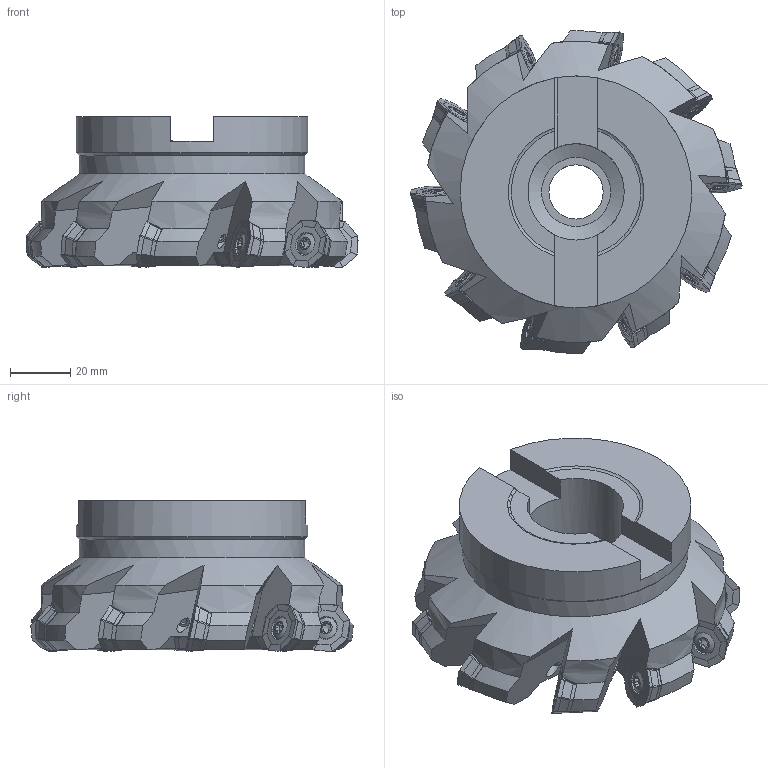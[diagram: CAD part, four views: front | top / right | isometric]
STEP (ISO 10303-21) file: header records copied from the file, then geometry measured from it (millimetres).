
FILE_DESCRIPTION(/* description */ (''),/* implementation_level */ '2;1');
FILE_NAME(/* name */ 'R220.43-0100-06-10SA_Detailed.stp',/* time_stamp */ '2024-07-04T11:26:14+06:00',/* author */ (''),/* organization */ (''),/* preprocessor_version */ 'ST-DEVELOPER v18.102',/* originating_system */ 'SIEMENS PLM Software NX2206.8101',/* authorisation */ '');
FILE_SCHEMA (('AUTOMOTIVE_DESIGN { 1 0 10303 214 3 1 1 1 }'));
Length unit declared in the file: millimetre
Products named in the file (4): CUT; NOCUT; ASSEMBLY_CONSTRUCTION; A2746663_objects
Assembly tree (12 placements, depth 2):
  A2746663_objects
    ASSEMBLY_CONSTRUCTION
    NOCUT
    CUT  x10
Bounding box: 110.28 x 107.09 x 50 mm (x, y, z)
Volume: 230024.7 mm3; surface area: 43556.9 mm2
Topology: 11 solids, 11 shells, 1125 faces, 3694 edges, 2656 vertices
Faces by surface type: bspline 500, cylinder 286, plane 233, cone 83, torus 13, sphere 10
Full cylindrical faces by diameter (mm): 2.5 x10, 5 x10, 5.75 x10, 7.2 x10, 18 x1, 27 x1, 32.008 x1, 75 x1, 77 x1
Entity records: 27632 total; most frequent: CARTESIAN_POINT 15722, ORIENTED_EDGE 2646, DIRECTION 1989, EDGE_CURVE 1323, VERTEX_POINT 918, AXIS2_PLACEMENT_3D 860, B_SPLINE_CURVE_WITH_KNOTS 639, EDGE_LOOP 629
